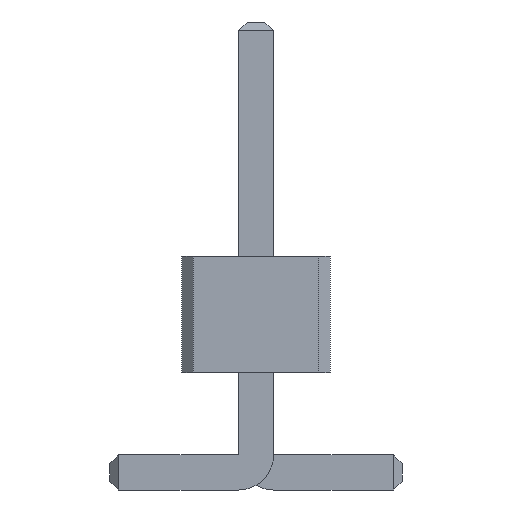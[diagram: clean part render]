
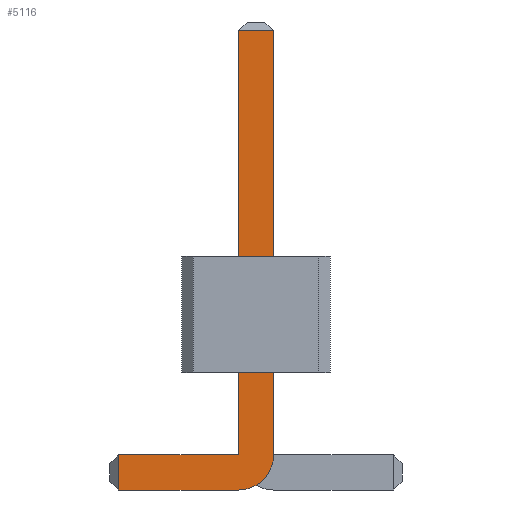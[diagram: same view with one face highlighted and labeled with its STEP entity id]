
A CAD part, front view. The second image highlights one B-rep face of the part: STEP entity #5116.
In plain terms, the highlighted planar face has unit normal (0, -1, 0).
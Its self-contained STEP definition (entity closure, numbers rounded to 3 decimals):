
#56=DIRECTION('',(0.,-1.,0.));
#67=DIRECTION('',(1.,0.,0.));
#1067=VECTOR('',#67,1.);
#1120=DIRECTION('',(-1.,0.,0.));
#2117=VECTOR('',#1120,1.);
#2279=DIRECTION('',(0.,0.,-1.));
#2298=VECTOR('',#2279,1.);
#4947=VECTOR('',#4948,1.);
#4948=DIRECTION('',(0.,0.,1.));
#4970=DIRECTION('',(-0.,-1.,-0.));
#4977=VERTEX_POINT('',#4978);
#4978=CARTESIAN_POINT('',(-1.175,-8.65,0.));
#4981=ORIENTED_EDGE('',*,*,#4982,.T.);
#4982=EDGE_CURVE('',#4977,#4983,#4985,.T.);
#4983=VERTEX_POINT('',#4984);
#4984=CARTESIAN_POINT('',(-0.15,-8.65,0.));
#4985=LINE('',#4986,#1067);
#4986=CARTESIAN_POINT('',(-1.25,-8.65,0.));
#5018=VERTEX_POINT('',#5019);
#5019=CARTESIAN_POINT('',(0.15,-8.65,0.3));
#5022=EDGE_CURVE('',#4983,#5018,#5023,.T.);
#5023=CIRCLE('',#5024,0.3);
#5024=AXIS2_PLACEMENT_3D('',#5025,#56,#2279);
#5025=CARTESIAN_POINT('',(-0.15,-8.65,0.3));
#5033=VERTEX_POINT('',#5025);
#5035=ORIENTED_EDGE('',*,*,#5036,.T.);
#5036=EDGE_CURVE('',#5033,#5037,#5039,.T.);
#5037=VERTEX_POINT('',#5038);
#5038=CARTESIAN_POINT('',(-1.175,-8.65,0.3));
#5039=LINE('',#5025,#2117);
#5049=ORIENTED_EDGE('',*,*,#5050,.T.);
#5050=EDGE_CURVE('',#5018,#5051,#5053,.T.);
#5051=VERTEX_POINT('',#5052);
#5052=CARTESIAN_POINT('',(0.15,-8.65,3.925));
#5053=LINE('',#5054,#4947);
#5054=CARTESIAN_POINT('',(0.15,-8.65,0.));
#5067=VERTEX_POINT('',#5068);
#5068=CARTESIAN_POINT('',(-0.15,-8.65,3.925));
#5070=ORIENTED_EDGE('',*,*,#5071,.T.);
#5071=EDGE_CURVE('',#5067,#5033,#5072,.T.);
#5072=LINE('',#5073,#2298);
#5073=CARTESIAN_POINT('',(-0.15,-8.65,4.));
#5116=ADVANCED_FACE('',(#5117),#5126,.T.);
#5117=FACE_BOUND('',#5118,.T.);
#5118=EDGE_LOOP('',(#4981,#5119,#5049,#5120,#5070,#5035,#5123));
#5119=ORIENTED_EDGE('',*,*,#5022,.T.);
#5120=ORIENTED_EDGE('',*,*,#5121,.T.);
#5121=EDGE_CURVE('',#5051,#5067,#5122,.T.);
#5122=LINE('',#5052,#2117);
#5123=ORIENTED_EDGE('',*,*,#5124,.T.);
#5124=EDGE_CURVE('',#5037,#4977,#5125,.T.);
#5125=LINE('',#5038,#2298);
#5126=PLANE('',#5127);
#5127=AXIS2_PLACEMENT_3D('',#5128,#4970,#2279);
#5128=CARTESIAN_POINT('',(-0.173,-8.65,1.623));
